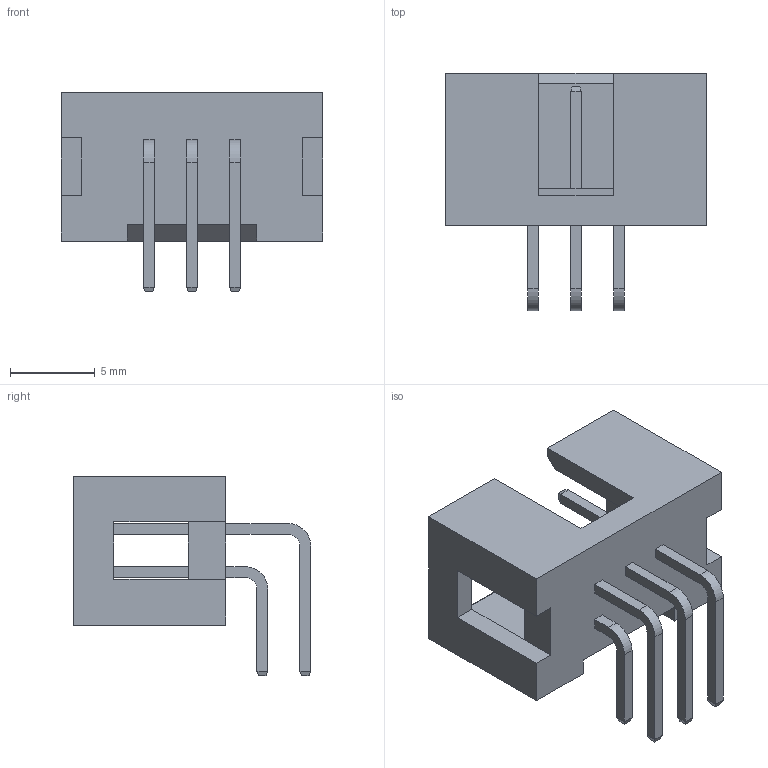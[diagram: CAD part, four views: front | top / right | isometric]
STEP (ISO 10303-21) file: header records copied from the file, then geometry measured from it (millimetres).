
FILE_DESCRIPTION (( 'STEP AP214' ), '1' );
FILE_NAME ('User Library-DS1013-6R (IDC-6R CONNFLY).STEP', '2020-03-10T22:09:45', ( '' ), ( '' ), 'SwSTEP 2.0', 'SolidWorks 2019', '' );
FILE_SCHEMA (( 'AUTOMOTIVE_DESIGN' ));
Length unit declared in the file: millimetre
Products named in the file (1): User Library-DS1013-6R (IDC-6R CONNFLY)
Bounding box: 15.42 x 14.02 x 11.8 mm (x, y, z)
Volume: 591.5 mm3; surface area: 1134.3 mm2
Topology: 1 solids, 1 shells, 164 faces, 406 edges, 252 vertices
Faces by surface type: plane 152, cylinder 12
Entity records: 5100 total; most frequent: CARTESIAN_POINT 823, ORIENTED_EDGE 812, DIRECTION 760, EDGE_CURVE 406, VECTOR 382, LINE 382, VERTEX_POINT 252, AXIS2_PLACEMENT_3D 189
